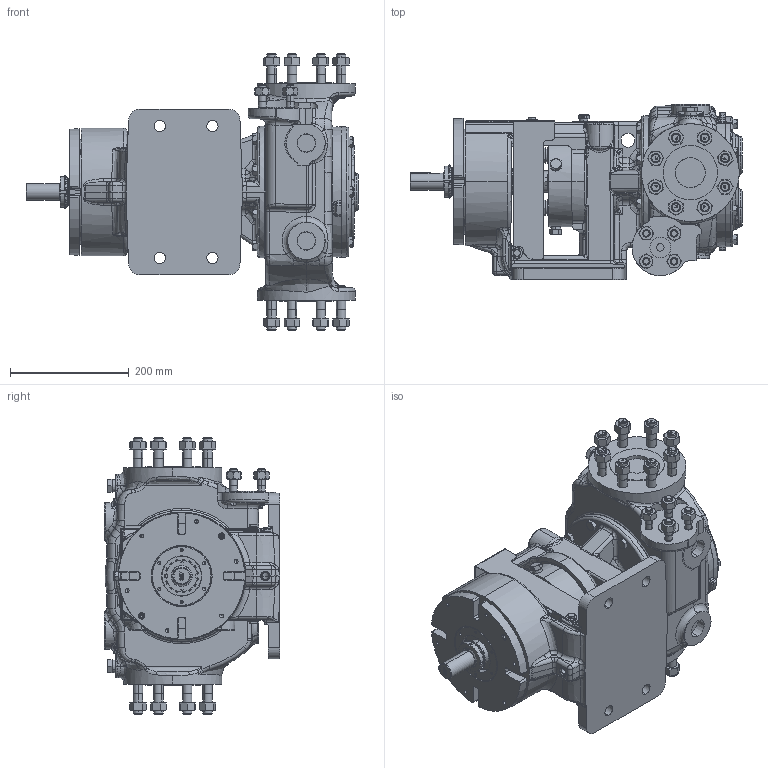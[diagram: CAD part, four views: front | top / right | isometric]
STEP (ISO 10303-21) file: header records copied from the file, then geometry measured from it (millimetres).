
FILE_DESCRIPTION (( 'STEP AP214' ), '1' );
FILE_NAME ('KK4223AX.STEP', '2017-01-19T14:19:21', ( '' ), ( '' ), 'SwSTEP 2.0', 'SolidWorks 2016', '' );
FILE_SCHEMA (( 'AUTOMOTIVE_DESIGN' ));
Length unit declared in the file: inch
Products named in the file (2): KK4223AX
Bounding box: 560.32 x 295.4 x 466.85 mm (x, y, z)
Volume: 20283668.2 mm3; surface area: 1056880.7 mm2
Topology: 1 solids, 5 shells, 4133 faces, 9997 edges, 6060 vertices
Faces by surface type: plane 1524, bspline 863, cone 804, cylinder 773, torus 128, sphere 41
Entity records: 213628 total; most frequent: CARTESIAN_POINT 84466, ORIENTED_EDGE 19810, DIRECTION 15829, EDGE_CURVE 9905, AXIS2_PLACEMENT_3D 6085, VERTEX_POINT 6060, EDGE_LOOP 4463, FACE_OUTER_BOUND 4133
